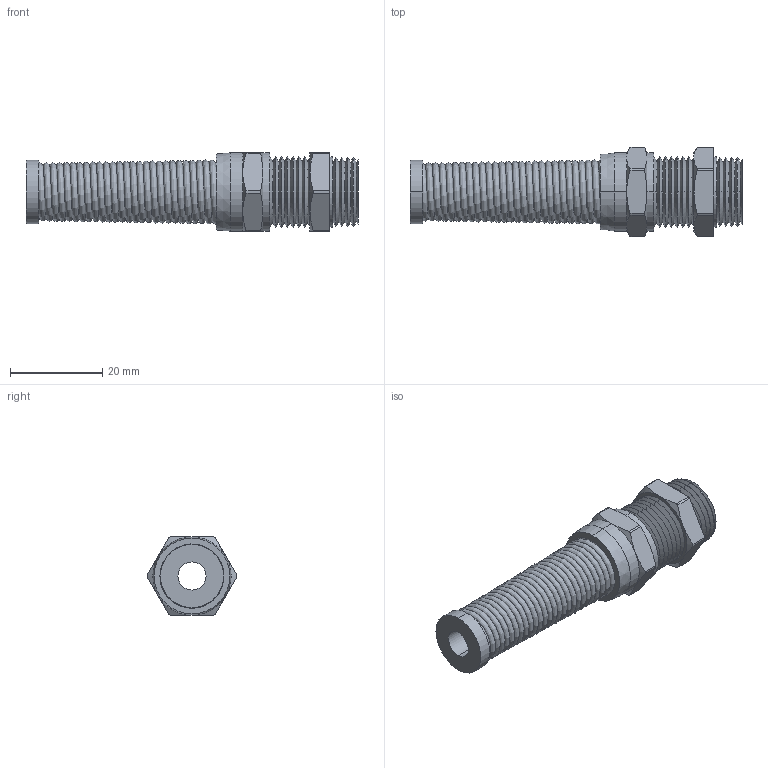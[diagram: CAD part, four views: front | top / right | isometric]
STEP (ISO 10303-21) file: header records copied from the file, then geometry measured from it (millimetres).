
FILE_DESCRIPTION (( 'STEP AP203' ), '1' );
FILE_NAME ('CF09AR-BR.STEP', '2008-06-27T11:00:14', ( 'BSI05' ), ( 'BAYSTATE' ), 'SwSTEP 2.0', 'SolidWorks 2007', '' );
FILE_SCHEMA (( 'CONFIG_CONTROL_DESIGN' ));
Products named in the file (1): CF09AR-BR
Bounding box: 72.14 x 19.4 x 17.02 mm (x, y, z)
Volume: 9456.1 mm3; surface area: 7761 mm2
Topology: 3 solids, 3 shells, 201 faces, 483 edges, 296 vertices
Faces by surface type: cone 133, cylinder 32, plane 26, bspline 8, torus 2
Entity records: 40065 total; most frequent: CARTESIAN_POINT 35566, ORIENTED_EDGE 966, DIRECTION 852, EDGE_CURVE 483, AXIS2_PLACEMENT_3D 344, VERTEX_POINT 296, EDGE_LOOP 215, ADVANCED_FACE 201
